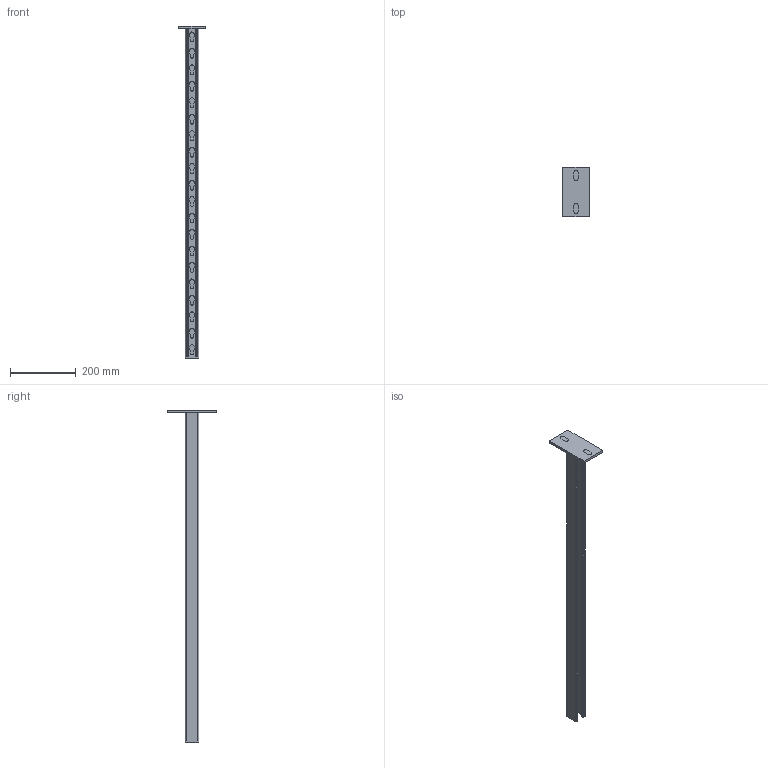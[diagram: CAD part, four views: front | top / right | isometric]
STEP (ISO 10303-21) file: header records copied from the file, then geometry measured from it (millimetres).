
FILE_DESCRIPTION(/* description */ (''),/* implementation_level */ '2;1');
FILE_NAME(/* name */ '595123.stp',/* time_stamp */ '2025-12-05T09:50:01+01:00',/* author */ ('mael.lecharpentier'),/* organization */ (''),/* preprocessor_version */ 'ST-DEVELOPER v20',/* originating_system */ 'AutoCAD Mechanical',/* authorisation */ '');
FILE_SCHEMA (('AUTOMOTIVE_DESIGN { 1 0 10303 214 3 1 1 }'));
Length unit declared in the file: millimetre
Products named in the file (1): Product
Bounding box: 80 x 150 x 1008.2 mm (x, y, z)
Volume: 445452.4 mm3; surface area: 326819.6 mm2
Topology: 2 solids, 46 shells, 74 faces, 414 edges, 388 vertices
Faces by surface type: plane 68, cylinder 6
Entity records: 4210 total; most frequent: CARTESIAN_POINT 877, DIRECTION 664, ORIENTED_EDGE 492, EDGE_CURVE 414, VERTEX_POINT 388, LINE 314, VECTOR 314, AXIS2_PLACEMENT_3D 175
